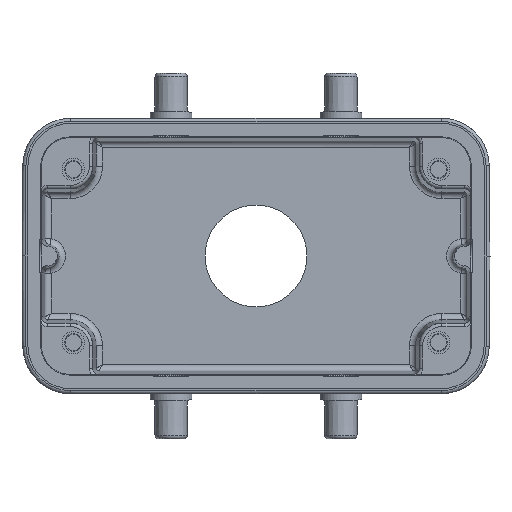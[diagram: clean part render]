
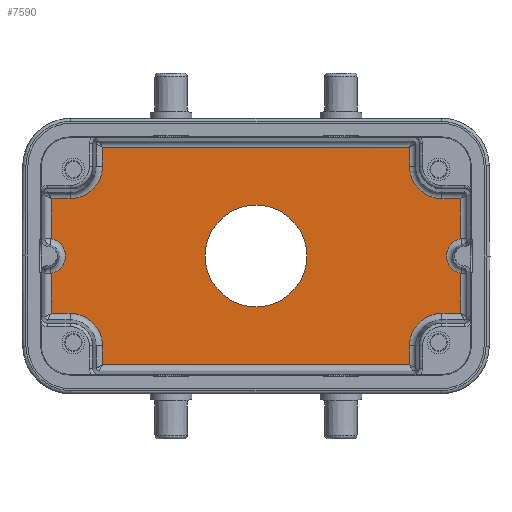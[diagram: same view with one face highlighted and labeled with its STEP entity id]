
A CAD part, front view. The second image highlights one B-rep face of the part: STEP entity #7590.
In plain terms, the highlighted planar face has unit normal (0, -1, 0).
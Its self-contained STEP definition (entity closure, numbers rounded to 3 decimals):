
#960=CARTESIAN_POINT('',(32.5,19.35,0.));
#961=DIRECTION('',(0.,-1.,0.));
#962=DIRECTION('',(-0.2,0.,0.98));
#963=AXIS2_PLACEMENT_3D('',#960,#961,#962);
#965=CARTESIAN_POINT('',(29.,19.35,-14.));
#966=DIRECTION('',(0.,-1.,0.));
#967=DIRECTION('',(0.,0.,1.));
#968=AXIS2_PLACEMENT_3D('',#965,#966,#967);
#970=CARTESIAN_POINT('',(-29.,19.35,-14.));
#971=DIRECTION('',(0.,-1.,0.));
#972=DIRECTION('',(1.,0.,0.));
#973=AXIS2_PLACEMENT_3D('',#970,#971,#972);
#975=CARTESIAN_POINT('',(-32.5,19.35,0.));
#976=DIRECTION('',(0.,-1.,0.));
#977=DIRECTION('',(0.2,0.,-0.98));
#978=AXIS2_PLACEMENT_3D('',#975,#976,#977);
#980=CARTESIAN_POINT('',(-29.,19.35,14.));
#981=DIRECTION('',(0.,-1.,0.));
#982=DIRECTION('',(0.,0.,-1.));
#983=AXIS2_PLACEMENT_3D('',#980,#981,#982);
#985=CARTESIAN_POINT('',(29.,19.35,14.));
#986=DIRECTION('',(0.,-1.,0.));
#987=DIRECTION('',(-1.,0.,0.));
#988=AXIS2_PLACEMENT_3D('',#985,#986,#987);
#990=CARTESIAN_POINT('',(0.,19.35,0.));
#991=DIRECTION('',(0.,-1.,0.));
#992=DIRECTION('',(-1.,0.,0.));
#993=AXIS2_PLACEMENT_3D('',#990,#991,#992);
#995=CARTESIAN_POINT('',(0.,19.35,0.));
#996=DIRECTION('',(0.,-1.,0.));
#997=DIRECTION('',(1.,0.,0.));
#998=AXIS2_PLACEMENT_3D('',#995,#996,#997);
#1004=DIRECTION('',(0.,0.,1.));
#1005=VECTOR('',#1004,6.23);
#1006=CARTESIAN_POINT('',(31.947,19.35,2.717));
#1007=LINE('',#1006,#1005);
#1614=DIRECTION('',(0.,0.,-1.));
#1615=VECTOR('',#1614,2.946);
#1616=CARTESIAN_POINT('',(-23.946,19.35,
-14.));
#1617=LINE('',#1616,#1615);
#1659=DIRECTION('',(1.,0.,0.));
#1660=VECTOR('',#1659,2.946);
#1661=CARTESIAN_POINT('',(-31.946,19.35,
-8.946));
#1662=LINE('',#1661,#1660);
#1667=DIRECTION('',(0.,0.,-1.));
#1668=VECTOR('',#1667,6.23);
#1669=CARTESIAN_POINT('',(-31.947,19.35,
-2.717));
#1670=LINE('',#1669,#1668);
#1764=DIRECTION('',(0.,0.,-1.));
#1765=VECTOR('',#1764,6.23);
#1766=CARTESIAN_POINT('',(-31.946,19.35,8.946));
#1767=LINE('',#1766,#1765);
#1781=DIRECTION('',(-1.,0.,0.));
#1782=VECTOR('',#1781,2.946);
#1783=CARTESIAN_POINT('',(-29.,19.35,8.947));
#1784=LINE('',#1783,#1782);
#1826=DIRECTION('',(0.,0.,-1.));
#1827=VECTOR('',#1826,2.946);
#1828=CARTESIAN_POINT('',(-23.946,19.35,16.946));
#1829=LINE('',#1828,#1827);
#1830=DIRECTION('',(-1.,0.,0.));
#1831=VECTOR('',#1830,47.893);
#1832=CARTESIAN_POINT('',(23.946,19.35,16.946));
#1833=LINE('',#1832,#1831);
#1856=DIRECTION('',(0.,0.,1.));
#1857=VECTOR('',#1856,2.946);
#1858=CARTESIAN_POINT('',(23.946,19.35,14.));
#1859=LINE('',#1858,#1857);
#1901=DIRECTION('',(-1.,0.,0.));
#1902=VECTOR('',#1901,2.946);
#1903=CARTESIAN_POINT('',(31.946,19.35,8.946));
#1904=LINE('',#1903,#1902);
#1905=DIRECTION('',(1.,0.,0.));
#1906=VECTOR('',#1905,47.893);
#1907=CARTESIAN_POINT('',(-23.946,19.35,
-16.946));
#1908=LINE('',#1907,#1906);
#1944=DIRECTION('',(0.,0.,1.));
#1945=VECTOR('',#1944,2.946);
#1946=CARTESIAN_POINT('',(23.946,19.35,-16.946));
#1947=LINE('',#1946,#1945);
#2841=DIRECTION('',(0.,0.,1.));
#2842=VECTOR('',#2841,6.23);
#2843=CARTESIAN_POINT('',(31.946,19.35,-8.946));
#2844=LINE('',#2843,#2842);
#2942=DIRECTION('',(1.,0.,0.));
#2943=VECTOR('',#2942,2.946);
#2944=CARTESIAN_POINT('',(29.,19.35,-8.947));
#2945=LINE('',#2944,#2943);
#5444=CARTESIAN_POINT('',(31.946,19.35,2.717));
#5445=VERTEX_POINT('',#5444);
#5446=CARTESIAN_POINT('',(31.946,19.35,8.946));
#5447=VERTEX_POINT('',#5446);
#5451=CARTESIAN_POINT('',(31.947,19.35,-2.717));
#5453=VERTEX_POINT('',#5451);
#5458=CARTESIAN_POINT('',(31.946,19.35,-8.946));
#5459=VERTEX_POINT('',#5458);
#5462=CARTESIAN_POINT('',(29.,19.35,-8.947));
#5463=VERTEX_POINT('',#5462);
#5464=CARTESIAN_POINT('',(23.947,19.35,-14.001));
#5465=VERTEX_POINT('',#5464);
#5466=CARTESIAN_POINT('',(23.946,19.35,-16.946));
#5467=VERTEX_POINT('',#5466);
#5468=CARTESIAN_POINT('',(-23.946,19.35,
-16.946));
#5469=VERTEX_POINT('',#5468);
#5470=CARTESIAN_POINT('',(-23.946,19.35,
-14.));
#5471=VERTEX_POINT('',#5470);
#5472=CARTESIAN_POINT('',(-29.001,19.35,-8.947));
#5473=VERTEX_POINT('',#5472);
#5474=CARTESIAN_POINT('',(-31.946,19.35,
-8.946));
#5475=VERTEX_POINT('',#5474);
#5476=CARTESIAN_POINT('',(-31.947,19.35,
-2.717));
#5477=VERTEX_POINT('',#5476);
#5478=CARTESIAN_POINT('',(-31.946,19.35,2.716));
#5479=VERTEX_POINT('',#5478);
#5480=CARTESIAN_POINT('',(-31.946,19.35,8.946));
#5481=VERTEX_POINT('',#5480);
#5482=CARTESIAN_POINT('',(-29.,19.35,8.947));
#5483=VERTEX_POINT('',#5482);
#5484=CARTESIAN_POINT('',(-23.947,19.35,14.001));
#5485=VERTEX_POINT('',#5484);
#5486=CARTESIAN_POINT('',(-23.946,19.35,16.946));
#5487=VERTEX_POINT('',#5486);
#5488=CARTESIAN_POINT('',(23.946,19.35,16.946));
#5489=VERTEX_POINT('',#5488);
#5490=CARTESIAN_POINT('',(23.946,19.35,14.));
#5491=VERTEX_POINT('',#5490);
#5492=CARTESIAN_POINT('',(29.001,19.35,8.947));
#5493=VERTEX_POINT('',#5492);
#5494=CARTESIAN_POINT('',(-7.95,19.35,0.));
#5495=CARTESIAN_POINT('',(7.95,19.35,0.));
#5496=VERTEX_POINT('',#5494);
#5497=VERTEX_POINT('',#5495);
#7539=CARTESIAN_POINT('',(0.,19.35,-21.5));
#7540=DIRECTION('',(0.,-1.,0.));
#7541=DIRECTION('',(0.,0.,-1.));
#7542=AXIS2_PLACEMENT_3D('',#7539,#7540,#7541);
#7543=PLANE('',#7542);
#7545=ORIENTED_EDGE('',*,*,#7544,.F.);
#7547=ORIENTED_EDGE('',*,*,#7546,.T.);
#7549=ORIENTED_EDGE('',*,*,#7548,.F.);
#7551=ORIENTED_EDGE('',*,*,#7550,.F.);
#7553=ORIENTED_EDGE('',*,*,#7552,.T.);
#7555=ORIENTED_EDGE('',*,*,#7554,.F.);
#7557=ORIENTED_EDGE('',*,*,#7556,.F.);
#7559=ORIENTED_EDGE('',*,*,#7558,.F.);
#7561=ORIENTED_EDGE('',*,*,#7560,.T.);
#7563=ORIENTED_EDGE('',*,*,#7562,.F.);
#7565=ORIENTED_EDGE('',*,*,#7564,.F.);
#7567=ORIENTED_EDGE('',*,*,#7566,.T.);
#7569=ORIENTED_EDGE('',*,*,#7568,.F.);
#7571=ORIENTED_EDGE('',*,*,#7570,.F.);
#7573=ORIENTED_EDGE('',*,*,#7572,.T.);
#7575=ORIENTED_EDGE('',*,*,#7574,.F.);
#7577=ORIENTED_EDGE('',*,*,#7576,.F.);
#7579=ORIENTED_EDGE('',*,*,#7578,.F.);
#7581=ORIENTED_EDGE('',*,*,#7580,.T.);
#7583=ORIENTED_EDGE('',*,*,#7582,.F.);
#7584=EDGE_LOOP('',(#7545,#7547,#7549,#7551,#7553,#7555,#7557,#7559,#7561,#7563,
#7565,#7567,#7569,#7571,#7573,#7575,#7577,#7579,#7581,#7583));
#7585=FACE_OUTER_BOUND('',#7584,.F.);
#7586=ORIENTED_EDGE('',*,*,#7519,.T.);
#7587=ORIENTED_EDGE('',*,*,#7533,.T.);
#7588=EDGE_LOOP('',(#7586,#7587));
#7589=FACE_BOUND('',#7588,.F.);
#964=CIRCLE('',#963,2.772);
#969=CIRCLE('',#968,5.053);
#974=CIRCLE('',#973,5.053);
#979=CIRCLE('',#978,2.772);
#984=CIRCLE('',#983,5.053);
#989=CIRCLE('',#988,5.053);
#994=CIRCLE('',#993,7.95);
#999=CIRCLE('',#998,7.95);
#7519=EDGE_CURVE('',#5496,#5497,#994,.T.);
#7533=EDGE_CURVE('',#5497,#5496,#999,.T.);
#7544=EDGE_CURVE('',#5445,#5447,#1007,.T.);
#7546=EDGE_CURVE('',#5445,#5453,#964,.T.);
#7548=EDGE_CURVE('',#5459,#5453,#2844,.T.);
#7550=EDGE_CURVE('',#5463,#5459,#2945,.T.);
#7552=EDGE_CURVE('',#5463,#5465,#969,.T.);
#7554=EDGE_CURVE('',#5467,#5465,#1947,.T.);
#7556=EDGE_CURVE('',#5469,#5467,#1908,.T.);
#7558=EDGE_CURVE('',#5471,#5469,#1617,.T.);
#7560=EDGE_CURVE('',#5471,#5473,#974,.T.);
#7562=EDGE_CURVE('',#5475,#5473,#1662,.T.);
#7564=EDGE_CURVE('',#5477,#5475,#1670,.T.);
#7566=EDGE_CURVE('',#5477,#5479,#979,.T.);
#7568=EDGE_CURVE('',#5481,#5479,#1767,.T.);
#7570=EDGE_CURVE('',#5483,#5481,#1784,.T.);
#7572=EDGE_CURVE('',#5483,#5485,#984,.T.);
#7574=EDGE_CURVE('',#5487,#5485,#1829,.T.);
#7576=EDGE_CURVE('',#5489,#5487,#1833,.T.);
#7578=EDGE_CURVE('',#5491,#5489,#1859,.T.);
#7580=EDGE_CURVE('',#5491,#5493,#989,.T.);
#7582=EDGE_CURVE('',#5447,#5493,#1904,.T.);
#7590=ADVANCED_FACE('',(#7585,#7589),#7543,.T.);
